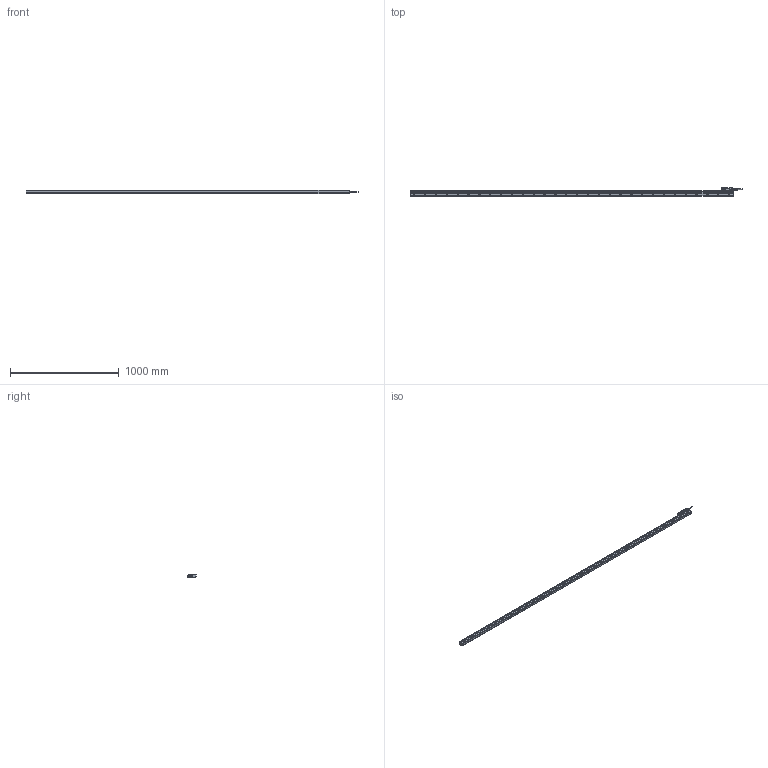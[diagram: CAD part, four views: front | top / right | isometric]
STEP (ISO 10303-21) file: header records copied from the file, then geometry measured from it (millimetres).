
FILE_DESCRIPTION(('CATIA V5 STEP'),'2;1');
FILE_NAME('SR87_L_284.stp','2010-05-27T00:55:30+00:00',('none'),('none'),'CATIA Version 5 Release 19 SP 6 (IN-10)','CATIA V5 STEP AP214','none');
FILE_SCHEMA(('AUTOMOTIVE_DESIGN { 1 0 10303 214 1 1 1 1 }'));
Products named in the file (3): SR87_L_284; SR87-284_S; SR87_head_L
Assembly tree (2 placements, depth 2):
  SR87_L_284
    SR87-284_S
    SR87_head_L
Bounding box: 3057.7 x 78 x 29 mm (x, y, z)
Volume: 3849164 mm3; surface area: 532859.3 mm2
Topology: 2 solids, 18 shells, 2679 faces, 6797 edges, 4110 vertices
Faces by surface type: plane 1204, cylinder 976, cone 175, torus 175, sphere 96, bspline 53
Entity records: 78390 total; most frequent: CARTESIAN_POINT 19608, ORIENTED_EDGE 13376, DIRECTION 9659, EDGE_CURVE 6678, AXIS2_PLACEMENT_3D 4252, VERTEX_POINT 4108, VECTOR 3455, LINE 3455
